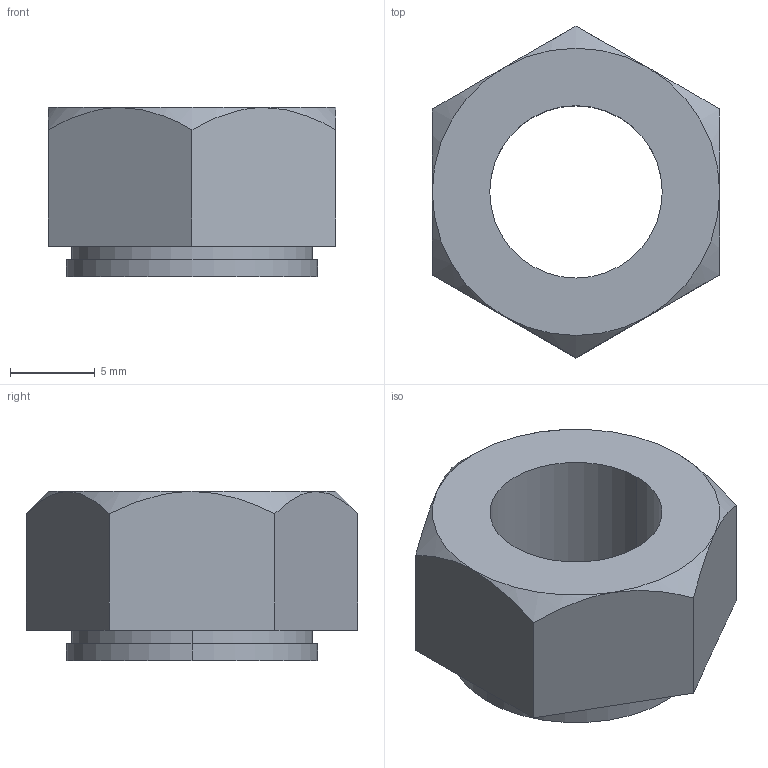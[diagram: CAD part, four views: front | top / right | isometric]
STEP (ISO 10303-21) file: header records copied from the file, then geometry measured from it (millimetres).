
FILE_DESCRIPTION (( 'STEP AP203' ), '1' );
FILE_NAME ('FO-00D-NCB-M12-020 FORMAT Ãàéêà Ì12 äëÿ çàïðåññ. â ìåäí. øèíó (20øò_óïàê) IEK.STEP', '2024-07-30T07:04:19', ( '' ), ( '' ), 'SwSTEP 2.0', 'SolidWorks 2022', '' );
FILE_SCHEMA (( 'CONFIG_CONTROL_DESIGN' ));
Length unit declared in the file: millimetre
Products named in the file (1): FO-00D-NCB-M12-020 FORMAT Гайка М12 для запресс. в медн. шину (20шт_упак) IEK
Bounding box: 17 x 19.63 x 10 mm (x, y, z)
Volume: 1526.7 mm3; surface area: 1233.5 mm2
Topology: 1 solids, 1 shells, 22 faces, 48 edges, 30 vertices
Faces by surface type: plane 10, cylinder 6, cone 6
Entity records: 737 total; most frequent: CARTESIAN_POINT 179, DIRECTION 100, ORIENTED_EDGE 96, EDGE_CURVE 48, AXIS2_PLACEMENT_3D 41, VERTEX_POINT 30, EDGE_LOOP 26, ADVANCED_FACE 22
